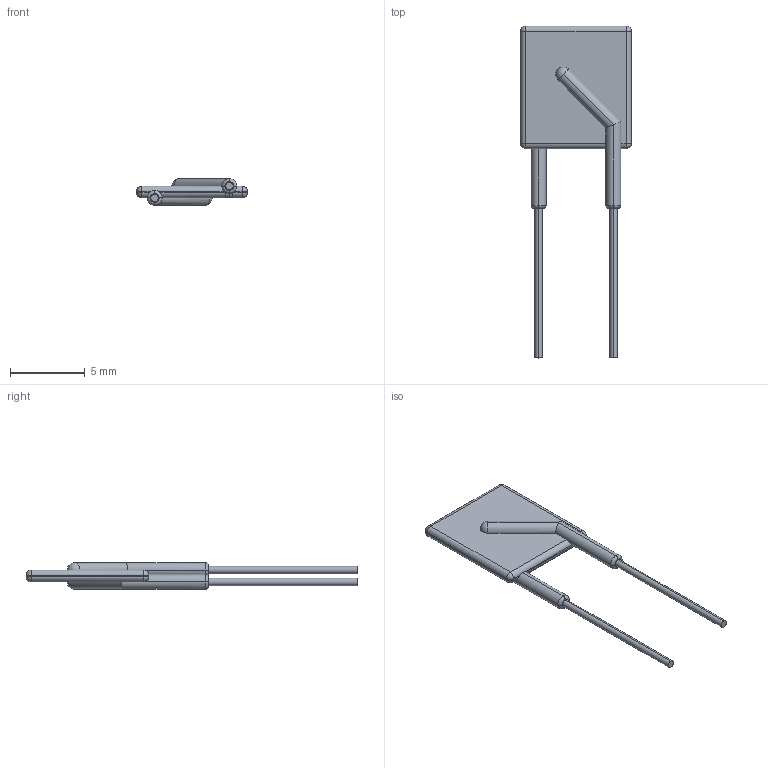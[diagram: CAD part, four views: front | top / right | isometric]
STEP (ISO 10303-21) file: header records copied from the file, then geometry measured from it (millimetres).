
FILE_DESCRIPTION (( 'STEP AP214' ), '1' );
FILE_NAME ('PTR016V-small.STEP', '2021-03-18T06:10:40', ( '' ), ( '' ), 'SwSTEP 2.0', 'SolidWorks 2016', '' );
FILE_SCHEMA (( 'AUTOMOTIVE_DESIGN' ));
Length unit declared in the file: millimetre
Products named in the file (1): PTR016V-small
Bounding box: 7.4 x 22.2 x 1.79 mm (x, y, z)
Volume: 61.7 mm3; surface area: 201.2 mm2
Topology: 1 solids, 1 shells, 63 faces, 148 edges, 79 vertices
Faces by surface type: cylinder 31, plane 12, sphere 10, torus 8, bspline 2
Entity records: 1834 total; most frequent: CARTESIAN_POINT 354, DIRECTION 319, ORIENTED_EDGE 272, EDGE_CURVE 136, AXIS2_PLACEMENT_3D 133, VERTEX_POINT 77, CIRCLE 71, EDGE_LOOP 65
